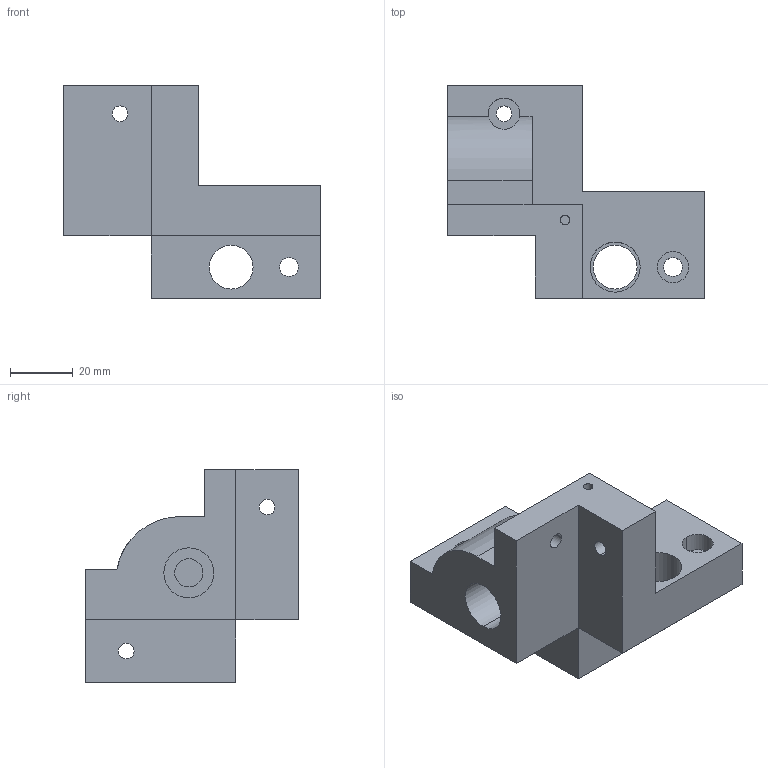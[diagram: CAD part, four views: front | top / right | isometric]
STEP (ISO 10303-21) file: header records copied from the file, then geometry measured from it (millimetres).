
FILE_DESCRIPTION (( 'STEP AP214' ), '1' );
FILE_NAME ('fixation tendeur extrémité simplifié.STEP', '2021-03-10T09:22:07', ( '' ), ( '' ), 'SwSTEP 2.0', 'SolidWorks 2016', '' );
FILE_SCHEMA (( 'AUTOMOTIVE_DESIGN' ));
Length unit declared in the file: millimetre
Products named in the file (1): fixation tendeur extrémité simplifié
Bounding box: 82 x 68 x 68 mm (x, y, z)
Volume: 101512.5 mm3; surface area: 25755.1 mm2
Topology: 1 solids, 1 shells, 74 faces, 183 edges, 121 vertices
Faces by surface type: cylinder 42, plane 32
Entity records: 2335 total; most frequent: CARTESIAN_POINT 421, DIRECTION 415, ORIENTED_EDGE 366, EDGE_CURVE 183, AXIS2_PLACEMENT_3D 159, VERTEX_POINT 121, EDGE_LOOP 102, VECTOR 97
